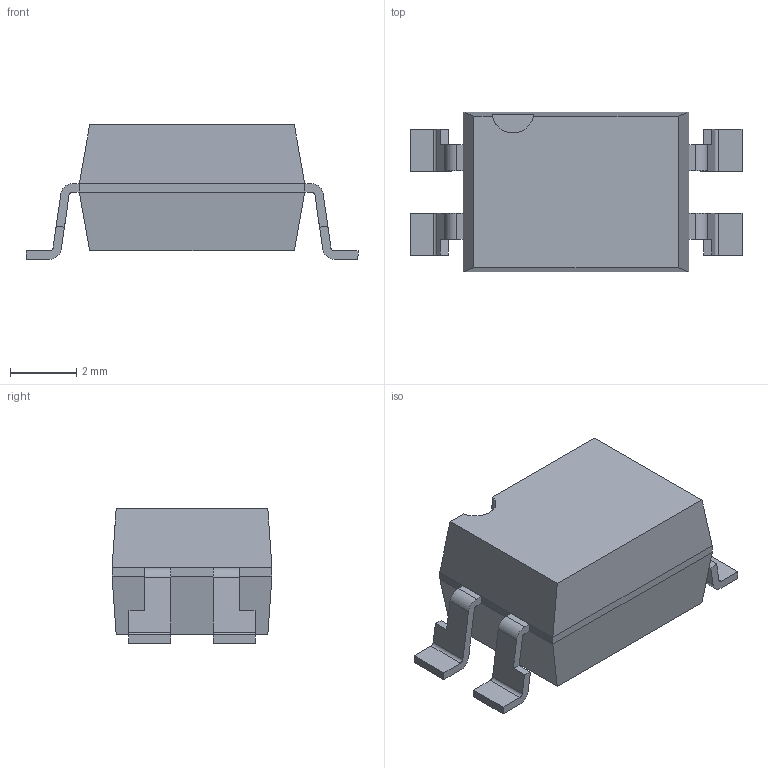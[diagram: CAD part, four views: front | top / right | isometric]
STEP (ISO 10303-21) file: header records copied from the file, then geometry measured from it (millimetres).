
FILE_DESCRIPTION((''),'2;1');
FILE_NAME('SOIC254P977X406-4N.stp','2009-07-23T19:31:00',(''),(''),'Mechanical Desktop 2009','Mechanical Desktop 2009',', , ');
FILE_SCHEMA(('AUTOMOTIVE_DESIGN { 1 2 10303 214 1 1 1 1 }'));
Length unit declared in the file: millimetre
Products named in the file (1): Product
Bounding box: 10.03 x 4.83 x 4.06 mm (x, y, z)
Volume: 120.2 mm3; surface area: 179.2 mm2
Topology: 5 solids, 5 shells, 80 faces, 202 edges, 132 vertices
Faces by surface type: plane 37, bspline 34, cylinder 9
Entity records: 2530 total; most frequent: CARTESIAN_POINT 629, ORIENTED_EDGE 404, DIRECTION 332, EDGE_CURVE 202, VECTOR 166, LINE 166, VERTEX_POINT 132, AXIS2_PLACEMENT_3D 83
